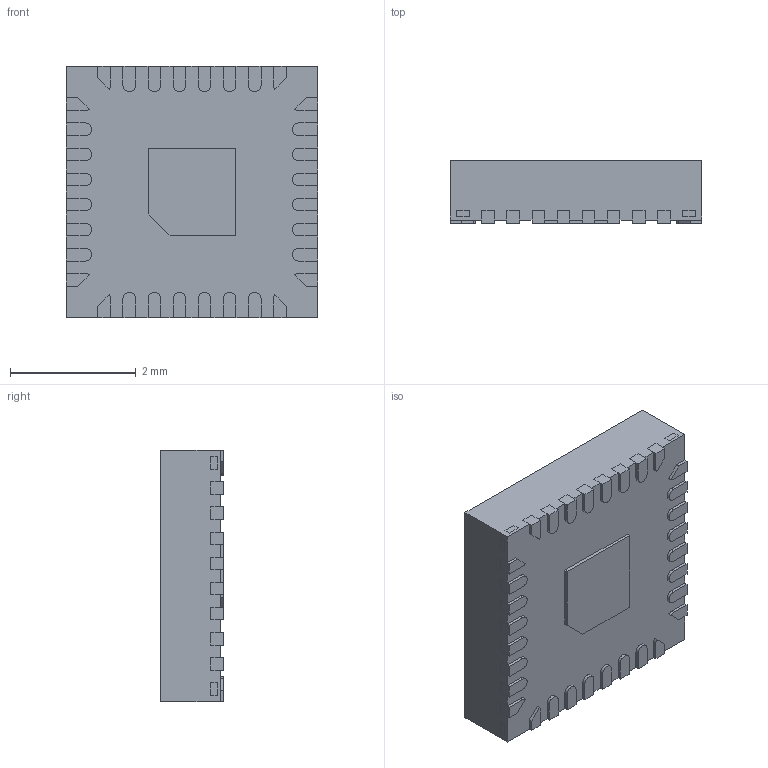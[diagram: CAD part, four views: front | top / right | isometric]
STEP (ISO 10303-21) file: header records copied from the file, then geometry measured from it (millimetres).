
FILE_DESCRIPTION (( 'STEP AP214' ), '1' );
FILE_NAME ('BQ40Z50RSMT.STEP', '2020-09-03T20:03:29', ( '' ), ( '' ), 'SwSTEP 2.0', 'SolidWorks 2017', '' );
FILE_SCHEMA (( 'AUTOMOTIVE_DESIGN' ));
Length unit declared in the file: millimetre
Products named in the file (1): BQ40Z50RSMT
Bounding box: 4 x 1 x 4 mm (x, y, z)
Volume: 15.4 mm3; surface area: 81 mm2
Topology: 36 solids, 36 shells, 609 faces, 1712 edges, 1106 vertices
Faces by surface type: plane 529, cylinder 80
Entity records: 19751 total; most frequent: CARTESIAN_POINT 3428, ORIENTED_EDGE 3424, DIRECTION 3092, EDGE_CURVE 1712, LINE 1552, VECTOR 1552, VERTEX_POINT 1106, AXIS2_PLACEMENT_3D 770
